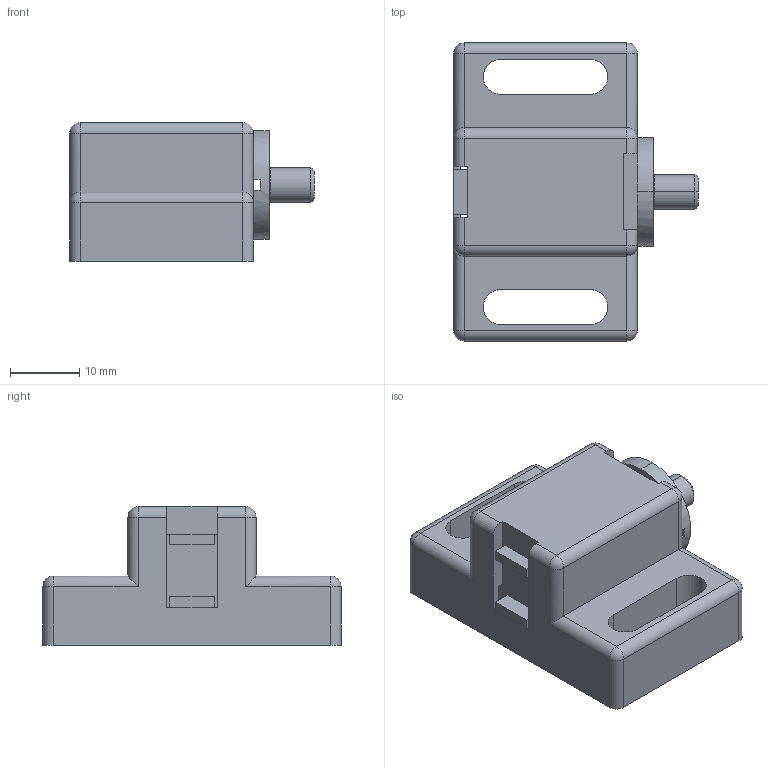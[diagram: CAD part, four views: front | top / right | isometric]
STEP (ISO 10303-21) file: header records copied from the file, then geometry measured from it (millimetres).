
FILE_DESCRIPTION (( 'STEP AP214' ), '1' );
FILE_NAME ('SNSD.30.50.81. Çàùåëêà ìàãíèòíàÿ(B11).STEP', '2014-11-28T13:10:07', ( 'XTreme.ws' ), ( 'XTreme.ws' ), 'SwSTEP 2.0', 'SolidWorks 2014', '' );
FILE_SCHEMA (( 'AUTOMOTIVE_DESIGN' ));
Length unit declared in the file: millimetre
Products named in the file (4): SNSD.30.50.81. Çàùåëêà(B11)_00; SNSD.30.50.81. 枟蝂鼏(B11)_00; SNSD.30.50.81. Êîðïóñ çàùåëêè ìàãíèòíîé(B11)_00; SNSD.30.50.81.  Çàùåëêà ìàãíèòíàÿ(B11)
Assembly tree (3 placements, depth 2):
  SNSD.30.50.81.  Çàùåëêà ìàãíèòíàÿ(B11)
    SNSD.30.50.81. Êîðïóñ çàùåëêè ìàãíèòíîé(B11)_00
    SNSD.30.50.81. 枟蝂鼏(B11)_00
    SNSD.30.50.81. Çàùåëêà(B11)_00
Bounding box: 35.3 x 43 x 20 mm (x, y, z)
Volume: 12426.3 mm3; surface area: 7931.5 mm2
Topology: 3 solids, 3 shells, 104 faces, 274 edges, 166 vertices
Faces by surface type: plane 62, cylinder 30, sphere 8, torus 2, cone 2
Entity records: 3292 total; most frequent: CARTESIAN_POINT 554, DIRECTION 544, ORIENTED_EDGE 532, EDGE_CURVE 266, LINE 200, VECTOR 200, AXIS2_PLACEMENT_3D 172, VERTEX_POINT 166
